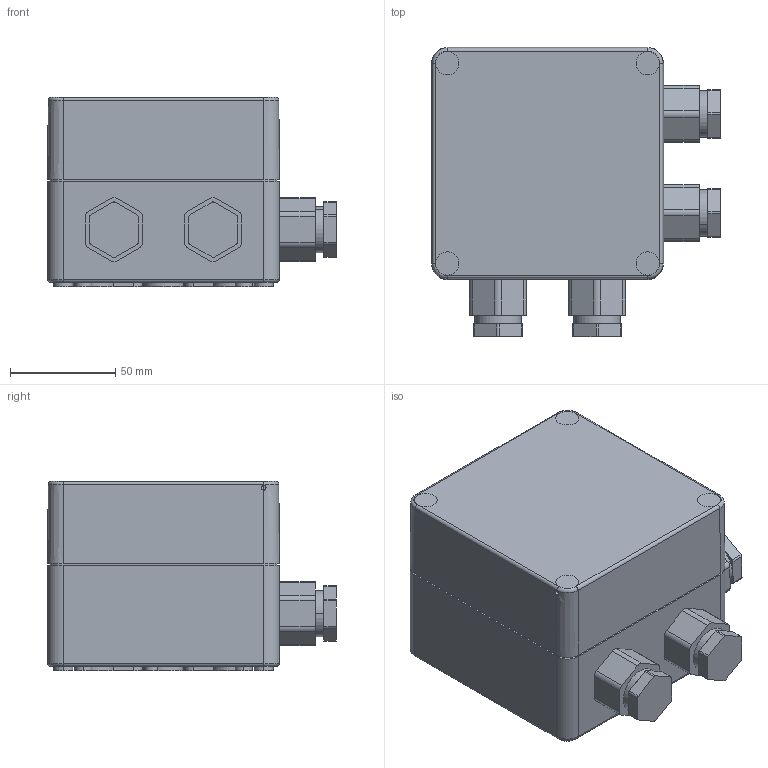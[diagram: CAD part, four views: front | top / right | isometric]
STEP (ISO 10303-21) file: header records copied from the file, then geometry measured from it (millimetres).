
FILE_DESCRIPTION((''),'2;1');
FILE_NAME('07C4Y7_SW0001','2015-05-29T',('clanger'),(''),'PRO/ENGINEER BY PARAMETRIC TECHNOLOGY CORPORATION, 2013050','PRO/ENGINEER BY PARAMETRIC TECHNOLOGY CORPORATION, 2013050','');
FILE_SCHEMA(('CONFIG_CONTROL_DESIGN'));
Length unit declared in the file: millimetre
Products named in the file (1): 07C4Y7_SW0001
Bounding box: 137 x 137 x 89.7 mm (x, y, z)
Volume: 293931.6 mm3; surface area: 152736.2 mm2
Topology: 1 solids, 1 shells, 578 faces, 1462 edges, 948 vertices
Faces by surface type: plane 280, cylinder 234, cone 52, torus 8, bspline 4
Entity records: 21484 total; most frequent: CARTESIAN_POINT 3376, DIRECTION 3174, ORIENTED_EDGE 2924, EDGE_CURVE 1462, AXIS2_PLACEMENT_3D 1178, VERTEX_POINT 948, VECTOR 818, LINE 818
